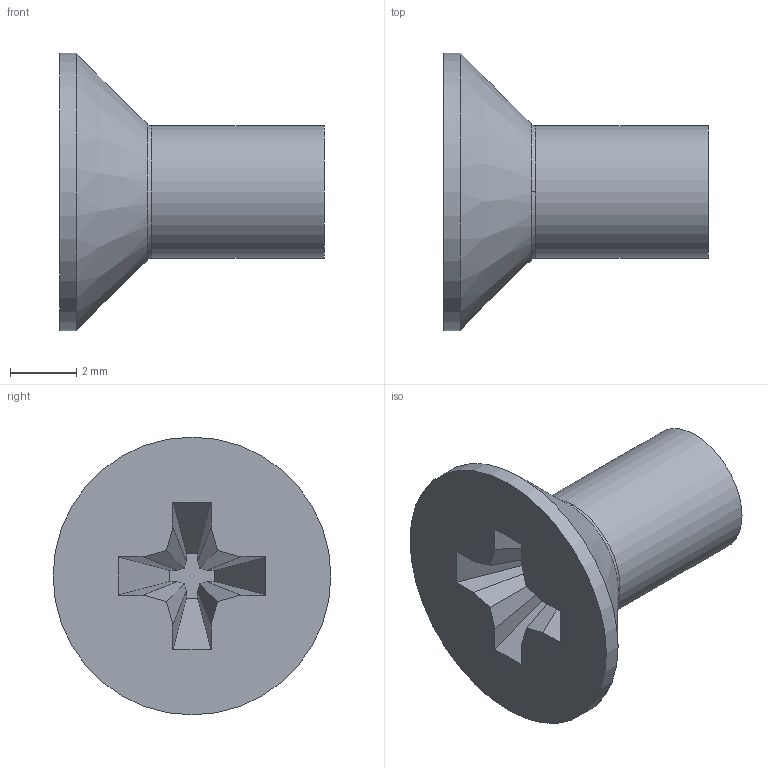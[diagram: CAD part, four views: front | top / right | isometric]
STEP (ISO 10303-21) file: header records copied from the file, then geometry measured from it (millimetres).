
FILE_DESCRIPTION(('STEP AP203'), '1');
FILE_NAME('櫻蠉錪', '', ('UNSPECIFIED'), ('UNSPECIFIED'), 'C3D Converter', 'C3D Toolkit', '');
FILE_SCHEMA(('CONFIG_CONTROL_DESIGN'));
Length unit declared in the file: millimetre
Assembly tree (1 placements, depth 2):
  (unnamed)
    (unnamed)
Bounding box: 8 x 8.4 x 8.4 mm (x, y, z)
Volume: 151.9 mm3; surface area: 229 mm2
Topology: 1 solids, 1 shells, 28 faces, 72 edges, 49 vertices
Faces by surface type: plane 23, cylinder 2, torus 2, cone 1
Full cylindrical faces by diameter (mm): 4 x1, 8.4 x1
Entity records: 917 total; most frequent: CARTESIAN_POINT 148, DIRECTION 138, ORIENTED_EDGE 138, EDGE_CURVE 69, LINE 60, VECTOR 60, VERTEX_POINT 47, AXIS2_PLACEMENT_3D 39
